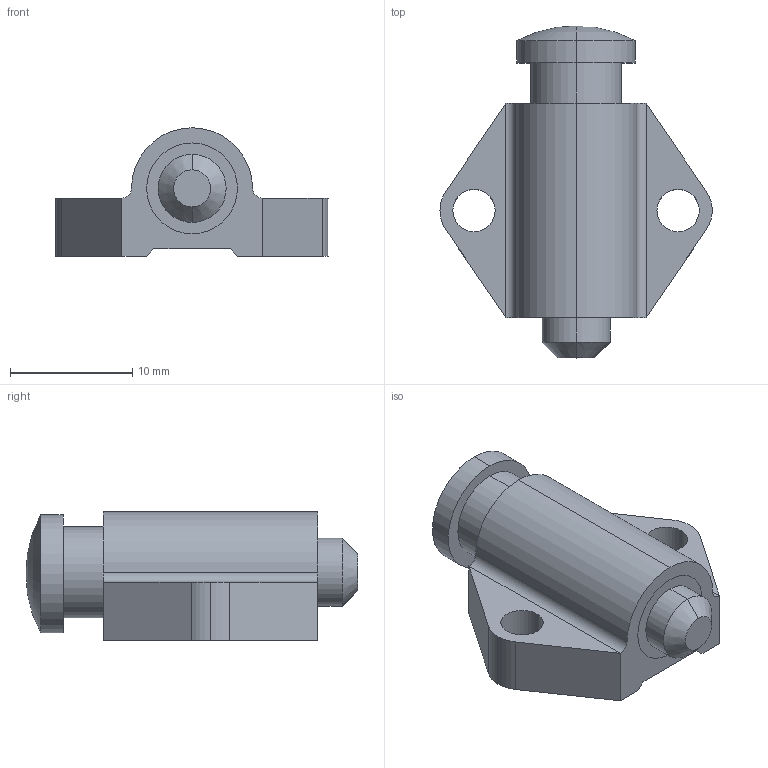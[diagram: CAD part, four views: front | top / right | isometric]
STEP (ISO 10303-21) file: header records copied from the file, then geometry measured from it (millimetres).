
FILE_DESCRIPTION (( 'STEP AP203' ), '1' );
FILE_NAME ('3351A36.step', '2013-05-23T15:01:16', ( '' ), ( '' ), 'SwSTEP 2.0', 'SolidWorks 2010', '' );
FILE_SCHEMA (( 'CONFIG_CONTROL_DESIGN' ));
Length unit declared in the file: inch
Products named in the file (1): 3351A36
Bounding box: 22.21 x 27.1 x 10.48 mm (x, y, z)
Volume: 2481.9 mm3; surface area: 2238.8 mm2
Topology: 2 solids, 2 shells, 39 faces, 94 edges, 59 vertices
Faces by surface type: cylinder 19, plane 16, torus 2, cone 2
Entity records: 1221 total; most frequent: DIRECTION 214, CARTESIAN_POINT 191, ORIENTED_EDGE 184, EDGE_CURVE 92, AXIS2_PLACEMENT_3D 82, VERTEX_POINT 59, VECTOR 50, LINE 50
